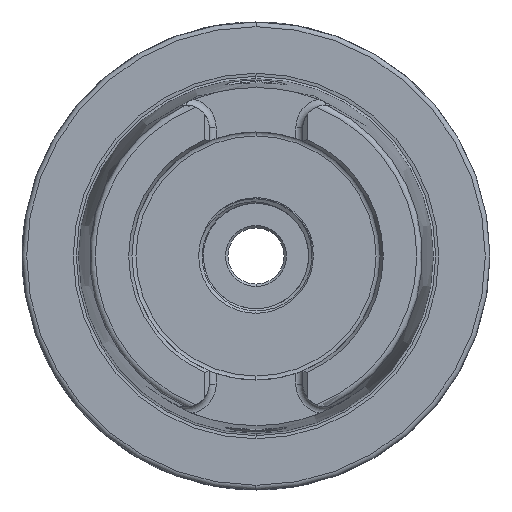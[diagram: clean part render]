
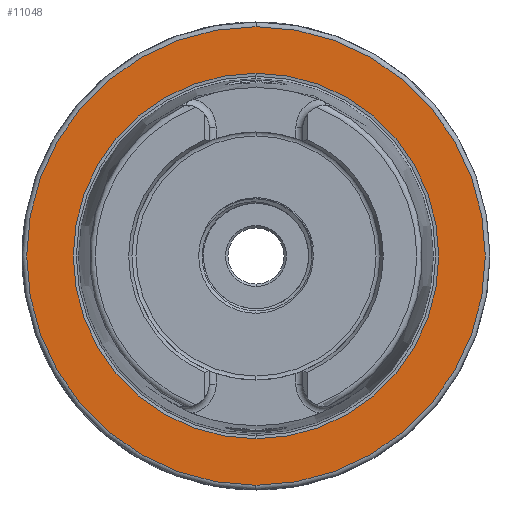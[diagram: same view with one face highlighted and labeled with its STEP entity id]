
A CAD part, left-side view. The second image highlights one B-rep face of the part: STEP entity #11048.
In plain terms, the highlighted planar face has unit normal (-1, 0, 0).
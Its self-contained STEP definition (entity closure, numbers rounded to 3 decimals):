
#4261 = CIRCLE ( 'NONE', #6673, 39.054 ) ;
#4307 = CIRCLE ( 'NONE', #18058, 49. ) ;
#4331 = FACE_BOUND ( 'NONE', #22634, .T. ) ;
#4333 = FACE_OUTER_BOUND ( 'NONE', #22630, .T. ) ;
#4659 = DIRECTION ( 'NONE',  ( 1., 0., 0. ) ) ;
#4670 = DIRECTION ( 'NONE',  ( 0., 0., -1. ) ) ;
#4691 = CARTESIAN_POINT ( 'NONE',  ( 0., 0., 0. ) ) ;
#6673 = AXIS2_PLACEMENT_3D ( 'NONE', #10242, #10267, #10251 ) ;
#6949 = EDGE_CURVE ( 'NONE', #11257, #28359, #4261, .T. ) ;
#6993 = EDGE_CURVE ( 'NONE', #16994, #17086, #4307, .T. ) ;
#8920 = CARTESIAN_POINT ( 'NONE',  ( 0., 0., 49. ) ) ;
#8953 = CARTESIAN_POINT ( 'NONE',  ( 0., 0., -49. ) ) ;
#10011 = DIRECTION ( 'NONE',  ( 0., 0., 1. ) ) ;
#10024 = DIRECTION ( 'NONE',  ( -1., 0., 0. ) ) ;
#10044 = CARTESIAN_POINT ( 'NONE',  ( 0., 0., 0. ) ) ;
#10242 = CARTESIAN_POINT ( 'NONE',  ( 0., 0., 0. ) ) ;
#10251 = DIRECTION ( 'NONE',  ( 0., 0., -1. ) ) ;
#10267 = DIRECTION ( 'NONE',  ( 1., 0., 0. ) ) ;
#11048 = ADVANCED_FACE ( 'NONE', ( #4333, #4331 ), #16754, .T. ) ;
#11257 = VERTEX_POINT ( 'NONE', #17208 ) ;
#16010 = CARTESIAN_POINT ( 'NONE',  ( 0., 0., 0. ) ) ;
#16011 = DIRECTION ( 'NONE',  ( -1., 0., 0. ) ) ;
#16012 = DIRECTION ( 'NONE',  ( 0., 0., 1. ) ) ;
#16754 = PLANE ( 'NONE',  #18099 ) ;
#16777 = CARTESIAN_POINT ( 'NONE',  ( 0., 39.054, 0. ) ) ;
#16793 = DIRECTION ( 'NONE',  ( 0., 0., 1. ) ) ;
#16826 = DIRECTION ( 'NONE',  ( -1., 0., 0. ) ) ;
#16994 = VERTEX_POINT ( 'NONE', #8953 ) ;
#17086 = VERTEX_POINT ( 'NONE', #8920 ) ;
#17205 = ORIENTED_EDGE ( 'NONE', *, *, #22287, .T. ) ;
#17208 = CARTESIAN_POINT ( 'NONE',  ( 0., 0., -39.054 ) ) ;
#17248 = ORIENTED_EDGE ( 'NONE', *, *, #22328, .T. ) ;
#17335 = ORIENTED_EDGE ( 'NONE', *, *, #6949, .T. ) ;
#17359 = ORIENTED_EDGE ( 'NONE', *, *, #6993, .T. ) ;
#17884 = AXIS2_PLACEMENT_3D ( 'NONE', #16010, #16011, #16012 ) ;
#17900 = AXIS2_PLACEMENT_3D ( 'NONE', #4691, #4659, #4670 ) ;
#18058 = AXIS2_PLACEMENT_3D ( 'NONE', #10044, #10024, #10011 ) ;
#18099 = AXIS2_PLACEMENT_3D ( 'NONE', #16777, #16826, #16793 ) ;
#19825 = CARTESIAN_POINT ( 'NONE',  ( 0., 0., 39.054 ) ) ;
#22287 = EDGE_CURVE ( 'NONE', #17086, #16994, #25729, .T. ) ;
#22328 = EDGE_CURVE ( 'NONE', #28359, #11257, #25762, .T. ) ;
#22630 = EDGE_LOOP ( 'NONE', ( #17205, #17359 ) ) ;
#22634 = EDGE_LOOP ( 'NONE', ( #17248, #17335 ) ) ;
#25729 = CIRCLE ( 'NONE', #17884, 49. ) ;
#25762 = CIRCLE ( 'NONE', #17900, 39.054 ) ;
#28359 = VERTEX_POINT ( 'NONE', #19825 ) ;
